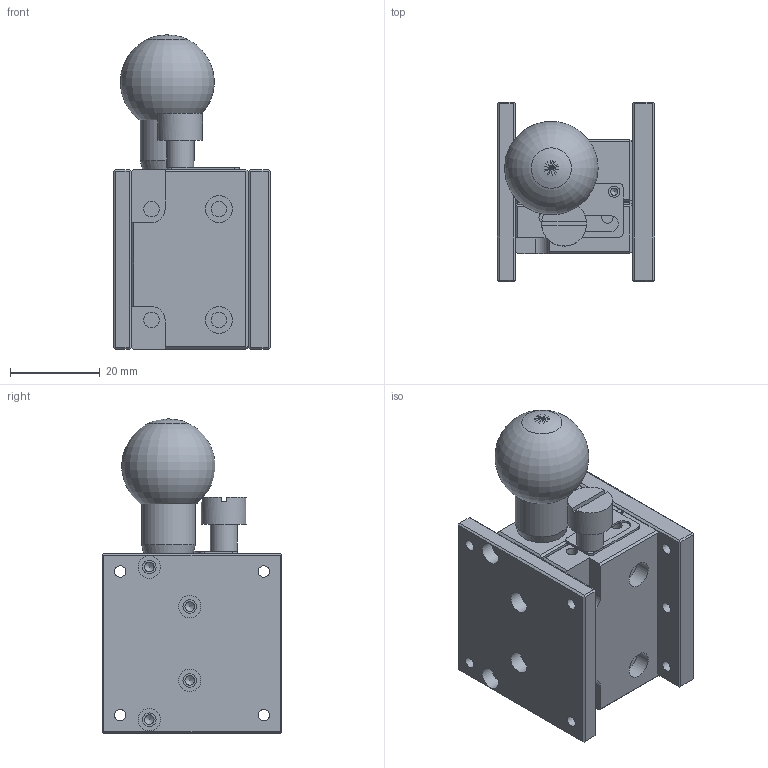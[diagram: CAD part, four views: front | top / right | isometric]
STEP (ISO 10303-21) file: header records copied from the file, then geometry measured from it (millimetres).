
FILE_DESCRIPTION (( 'STEP AP203' ), '1' );
FILE_NAME ('518200.STEP', '2024-03-29T08:57:49', ( 'Windows User' ), ( 'P R C' ), 'SwSTEP 2.0', 'SolidWorks 2020', '' );
FILE_SCHEMA (( 'CONFIG_CONTROL_DESIGN' ));
Length unit declared in the file: millimetre
Products named in the file (1): 518200
Bounding box: 35 x 40 x 70 mm (x, y, z)
Surface area: 23199.7 mm2 (no closed solid volume)
Topology: 0 solids, 9 shells, 298 faces, 763 edges, 492 vertices
Faces by surface type: plane 185, cylinder 92, cone 19, torus 2
Full cylindrical faces by diameter (mm): 1.6 x6, 2.12 x5, 2.2 x3, 2.5 x20, 3 x6, 3.5 x4, 4 x3, 5 x7, 6 x3, 9 x1, 9.5 x1, 10 x1, 10.5 x1, 11.996 x1, 13 x1
Entity records: 8646 total; most frequent: CARTESIAN_POINT 1591, DIRECTION 1435, ORIENTED_EDGE 1296, EDGE_CURVE 651, AXIS2_PLACEMENT_3D 491, VERTEX_POINT 465, EDGE_LOOP 464, LINE 453
